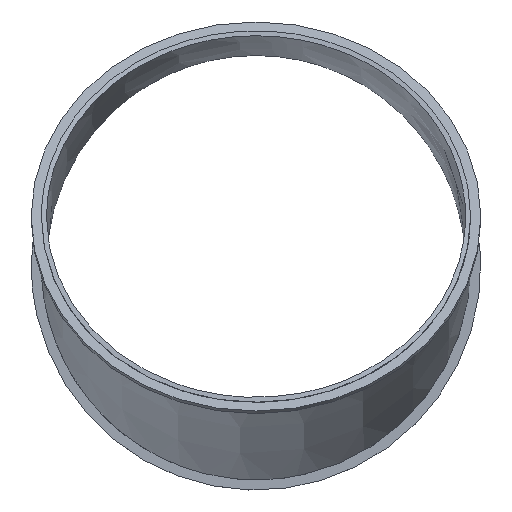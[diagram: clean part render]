
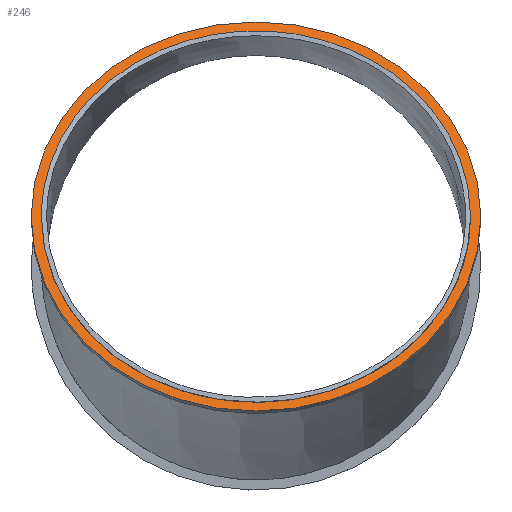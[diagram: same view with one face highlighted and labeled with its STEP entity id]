
A CAD part, top view. The second image highlights one B-rep face of the part: STEP entity #246.
In plain terms, the highlighted planar face has unit normal (0, 0.5, 0.866).
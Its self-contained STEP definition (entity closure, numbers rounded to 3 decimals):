
#73=CARTESIAN_POINT('',(-126.5,28.537,106.5));
#74=VERTEX_POINT('',#73);
#84=CARTESIAN_POINT('',(126.5,28.537,106.5));
#85=VERTEX_POINT('',#84);
#128=CARTESIAN_POINT('',(-132.5,28.537,106.5));
#129=VERTEX_POINT('',#128);
#130=CARTESIAN_POINT('',(0.0,28.537,106.5));
#131=DIRECTION('',(0.0,0.5,0.866));
#132=DIRECTION('',(1.0,0.0,0.0));
#133=AXIS2_PLACEMENT_3D('',#130,#131,#132);
#134=CIRCLE('',#133,132.5);
#135=EDGE_CURVE('',#129,#129,#134,.T.);
#186=CARTESIAN_POINT('',(0.0,28.537,106.5));
#187=DIRECTION('',(0.,0.5,0.866));
#188=DIRECTION('',(1.0,0.0,0.0));
#189=AXIS2_PLACEMENT_3D('',#186,#187,#188);
#190=PLANE('',#189);
#191=ORIENTED_EDGE('',*,*,#135,.T.);
#192=EDGE_LOOP('',(#191));
#193=FACE_OUTER_BOUND('',#192,.T.);
#194=CARTESIAN_POINT('',(126.499,28.537,106.5));
#195=CARTESIAN_POINT('',(126.499,28.993,106.236));
#196=CARTESIAN_POINT('',(126.495,29.45,105.973));
#197=CARTESIAN_POINT('',(126.269,45.126,96.922));
#198=CARTESIAN_POINT('',(122.431,59.128,88.838));
#199=CARTESIAN_POINT('',(110.014,84.467,74.209));
#200=CARTESIAN_POINT('',(100.69,96.368,67.337));
#201=CARTESIAN_POINT('',(78.234,115.619,56.223));
#202=CARTESIAN_POINT('',(64.567,124.005,51.381));
#203=CARTESIAN_POINT('',(32.771,135.307,44.856));
#204=CARTESIAN_POINT('',(16.473,138.087,43.251));
#205=CARTESIAN_POINT('',(-16.52,138.091,43.249));
#206=CARTESIAN_POINT('',(-32.83,135.292,44.865));
#207=CARTESIAN_POINT('',(-61.821,124.982,50.817));
#208=CARTESIAN_POINT('',(-75.994,117.465,55.157));
#209=CARTESIAN_POINT('',(-100.437,96.652,67.174));
#210=CARTESIAN_POINT('',(-109.83,84.744,74.049));
#211=CARTESIAN_POINT('',(-122.827,58.412,89.252));
#212=CARTESIAN_POINT('',(-126.283,44.234,97.437));
#213=CARTESIAN_POINT('',(-126.497,29.45,105.973));
#214=CARTESIAN_POINT('',(-126.5,28.993,106.236));
#215=CARTESIAN_POINT('',(-126.5,28.537,106.5));
#216=B_SPLINE_CURVE_WITH_KNOTS('',3,(#194,#195,#196,#197,#198,#199,#200,#201,#202,#203,#204,#205,#206,#207,#208,#209,#210,#211,#212,#213,#214,#215),.UNSPECIFIED.,.F.,.U.,(4,2,2,2,2,2,2,2,2,2,4),(-46.853,-46.66,-40.236,-33.353,-26.999,-21.128,-15.24,-9.907,-4.964,0.0,0.158),.UNSPECIFIED.);
#217=EDGE_CURVE('',#85,#74,#216,.T.);
#218=ORIENTED_EDGE('',*,*,#217,.F.);
#219=CARTESIAN_POINT('',(-126.5,28.537,106.5));
#220=CARTESIAN_POINT('',(-126.5,28.08,106.764));
#221=CARTESIAN_POINT('',(-126.497,27.623,107.027));
#222=CARTESIAN_POINT('',(-126.283,12.851,115.556));
#223=CARTESIAN_POINT('',(-122.832,-1.316,123.735));
#224=CARTESIAN_POINT('',(-109.85,-27.642,138.935));
#225=CARTESIAN_POINT('',(-100.461,-39.553,145.812));
#226=CARTESIAN_POINT('',(-76.036,-60.362,157.825));
#227=CARTESIAN_POINT('',(-61.873,-67.886,162.169));
#228=CARTESIAN_POINT('',(-32.86,-78.214,168.132));
#229=CARTESIAN_POINT('',(-16.541,-81.018,169.751));
#230=CARTESIAN_POINT('',(16.482,-81.012,169.748));
#231=CARTESIAN_POINT('',(32.787,-78.235,168.145));
#232=CARTESIAN_POINT('',(64.564,-66.928,161.616));
#233=CARTESIAN_POINT('',(78.229,-58.553,156.781));
#234=CARTESIAN_POINT('',(100.705,-39.278,145.653));
#235=CARTESIAN_POINT('',(110.021,-27.379,138.783));
#236=CARTESIAN_POINT('',(122.359,-2.197,124.244));
#237=CARTESIAN_POINT('',(126.269,11.823,116.15));
#238=CARTESIAN_POINT('',(126.495,27.624,107.027));
#239=CARTESIAN_POINT('',(126.499,28.08,106.764));
#240=CARTESIAN_POINT('',(126.499,28.537,106.5));
#241=B_SPLINE_CURVE_WITH_KNOTS('',3,(#219,#220,#221,#222,#223,#224,#225,#226,#227,#228,#229,#230,#231,#232,#233,#234,#235,#236,#237,#238,#239,#240),.UNSPECIFIED.,.F.,.U.,(4,2,2,2,2,2,2,2,2,2,4),(-0.158,0.,4.96,9.903,15.231,21.112,26.973,33.288,40.117,46.407,46.594),.UNSPECIFIED.);
#242=EDGE_CURVE('',#74,#85,#241,.T.);
#243=ORIENTED_EDGE('',*,*,#242,.F.);
#244=EDGE_LOOP('',(#218,#243));
#245=FACE_BOUND('',#244,.T.);
#246=ADVANCED_FACE('',(#193,#245),#190,.T.);
